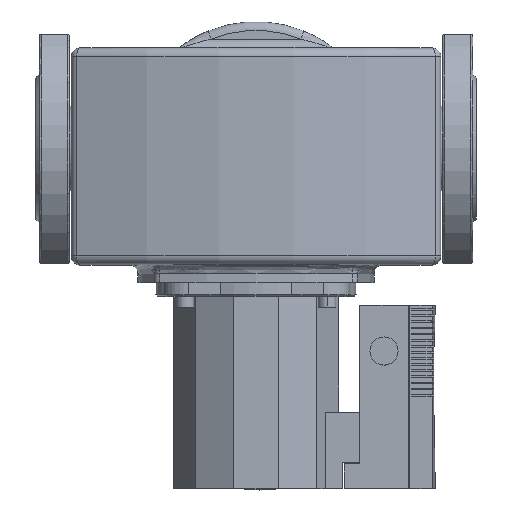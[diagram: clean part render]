
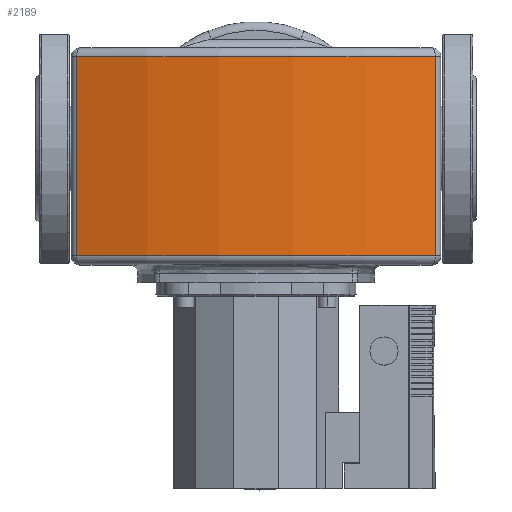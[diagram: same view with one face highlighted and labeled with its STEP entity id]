
A CAD part, top view. The second image highlights one B-rep face of the part: STEP entity #2189.
In plain terms, the highlighted free-form (B-spline) face has degree [1, 2] with [2, 9] control points.
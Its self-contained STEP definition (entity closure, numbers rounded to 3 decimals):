
#909=CARTESIAN_POINT('',(226.782,-61.0,78.25));
#910=VERTEX_POINT('',#909);
#973=CARTESIAN_POINT('',(23.218,-61.0,78.25));
#974=VERTEX_POINT('',#973);
#1024=CARTESIAN_POINT('',(125.,-61.0,-188.625));
#1025=DIRECTION('',(0.0,-1.0,0.0));
#1026=DIRECTION('',(0.0,0.0,1.0));
#1027=AXIS2_PLACEMENT_3D('',#1024,#1025,#1026);
#1028=CIRCLE('',#1027,285.625);
#1029=EDGE_CURVE('',#910,#974,#1028,.T.);
#1979=CARTESIAN_POINT('',(226.782,52.0,78.25));
#1980=VERTEX_POINT('',#1979);
#2014=CARTESIAN_POINT('',(23.218,52.0,78.25));
#2015=VERTEX_POINT('',#2014);
#2039=CARTESIAN_POINT('',(125.,52.0,-188.625));
#2040=DIRECTION('',(0.0,1.0,0.0));
#2041=DIRECTION('',(0.0,0.0,1.0));
#2042=AXIS2_PLACEMENT_3D('',#2039,#2040,#2041);
#2043=CIRCLE('',#2042,285.625);
#2044=EDGE_CURVE('',#2015,#1980,#2043,.T.);
#2147=CARTESIAN_POINT('',(230.,52.0,-454.25));
#2148=CARTESIAN_POINT('',(230.,-61.0,-454.25));
#2149=CARTESIAN_POINT('',(-35.625,52.,-559.25));
#2150=CARTESIAN_POINT('',(-35.625,-61.,-559.25));
#2151=CARTESIAN_POINT('',(-140.625,52.0,-293.625));
#2152=CARTESIAN_POINT('',(-140.625,-61.0,-293.625));
#2153=CARTESIAN_POINT('',(-245.625,52.,-28.));
#2154=CARTESIAN_POINT('',(-245.625,-61.,-28.));
#2155=CARTESIAN_POINT('',(20.,52.0,77.));
#2156=CARTESIAN_POINT('',(20.,-61.0,77.));
#2157=CARTESIAN_POINT('',(285.625,52.,182.));
#2158=CARTESIAN_POINT('',(285.625,-61.,182.));
#2159=CARTESIAN_POINT('',(390.625,52.0,-83.625));
#2160=CARTESIAN_POINT('',(390.625,-61.0,-83.625));
#2161=CARTESIAN_POINT('',(495.625,52.,-349.25));
#2162=CARTESIAN_POINT('',(495.625,-61.,-349.25));
#2163=CARTESIAN_POINT('',(230.,52.0,-454.25));
#2164=CARTESIAN_POINT('',(230.,-61.0,-454.25));
#2172=(BOUNDED_SURFACE()B_SPLINE_SURFACE(1,2,((#2147,#2149,#2151,#2153,#2155,#2157,#2159,#2161,#2163),(#2148,#2150,#2152,#2154,#2156,#2158,#2160,#2162,#2164)),.UNSPECIFIED.,.F.,.T.,.U.)B_SPLINE_SURFACE_WITH_KNOTS((2,2),(3,2,2,2,3),(-0.491,-0.095),(0.0,448.659,897.317,1345.976,1794.635),.UNSPECIFIED.)GEOMETRIC_REPRESENTATION_ITEM()RATIONAL_B_SPLINE_SURFACE(((1.0,0.707,1.0,0.707,1.0,0.707,1.0,0.707,1.0),(1.0,0.707,1.0,0.707,1.0,0.707,1.0,0.707,1.0)))REPRESENTATION_ITEM('')SURFACE());
#2173=CARTESIAN_POINT('',(226.782,52.0,78.25));
#2174=DIRECTION('',(0.0,-1.0,0.0));
#2175=VECTOR('',#2174,113.0);
#2176=LINE('',#2173,#2175);
#2177=EDGE_CURVE('',#1980,#910,#2176,.T.);
#2178=ORIENTED_EDGE('',*,*,#2177,.F.);
#2179=ORIENTED_EDGE('',*,*,#2044,.F.);
#2180=CARTESIAN_POINT('',(23.218,52.0,78.25));
#2181=DIRECTION('',(0.0,-1.0,0.0));
#2182=VECTOR('',#2181,113.0);
#2183=LINE('',#2180,#2182);
#2184=EDGE_CURVE('',#2015,#974,#2183,.T.);
#2185=ORIENTED_EDGE('',*,*,#2184,.T.);
#2186=ORIENTED_EDGE('',*,*,#1029,.F.);
#2187=EDGE_LOOP('',(#2178,#2179,#2185,#2186));
#2188=FACE_OUTER_BOUND('',#2187,.T.);
#2189=ADVANCED_FACE('',(#2188),#2172,.T.);
